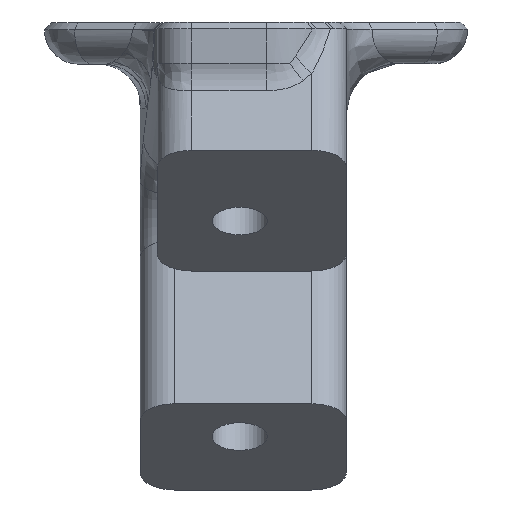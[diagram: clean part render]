
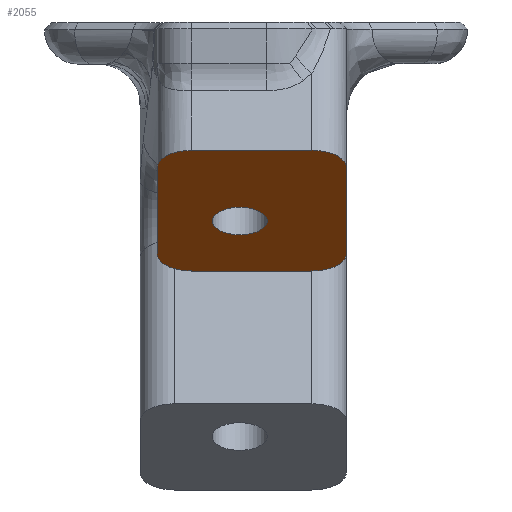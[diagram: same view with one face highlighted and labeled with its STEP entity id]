
A CAD part, top view. The second image highlights one B-rep face of the part: STEP entity #2055.
In plain terms, the highlighted planar face has unit normal (0, -0.866, 0.5).
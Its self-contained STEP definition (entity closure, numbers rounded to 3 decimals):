
#31=FACE_BOUND('',#439,.T.);
#206=PLANE('',#2267);
#305=FACE_OUTER_BOUND('',#438,.T.);
#438=EDGE_LOOP('',(#1772,#1773,#1774,#1775,#1776,#1777,#1778,#1779));
#439=EDGE_LOOP('',(#1780));
#505=CIRCLE('',#2164,2.);
#539=CIRCLE('',#2245,2.);
#552=CIRCLE('',#2268,2.);
#553=CIRCLE('',#2269,2.);
#554=CIRCLE('',#2270,1.6);
#643=LINE('',#3312,#773);
#653=LINE('',#3372,#783);
#694=LINE('',#4203,#824);
#695=LINE('',#4205,#825);
#773=VECTOR('',#2502,10.);
#783=VECTOR('',#2532,10.);
#824=VECTOR('',#2767,10.);
#825=VECTOR('',#2770,10.);
#914=VERTEX_POINT('',#3309);
#915=VERTEX_POINT('',#3311);
#919=VERTEX_POINT('',#3324);
#926=VERTEX_POINT('',#3369);
#927=VERTEX_POINT('',#3371);
#991=VERTEX_POINT('',#4149);
#1005=VERTEX_POINT('',#4200);
#1006=VERTEX_POINT('',#4202);
#1007=VERTEX_POINT('',#4206);
#1134=EDGE_CURVE('',#915,#914,#643,.T.);
#1140=EDGE_CURVE('',#914,#919,#505,.T.);
#1152=EDGE_CURVE('',#926,#927,#653,.T.);
#1255=EDGE_CURVE('',#991,#927,#539,.T.);
#1282=EDGE_CURVE('',#926,#1005,#552,.T.);
#1283=EDGE_CURVE('',#1006,#1005,#694,.T.);
#1284=EDGE_CURVE('',#1006,#915,#553,.T.);
#1285=EDGE_CURVE('',#919,#991,#695,.T.);
#1286=EDGE_CURVE('',#1007,#1007,#554,.T.);
#1772=ORIENTED_EDGE('',*,*,#1255,.T.);
#1773=ORIENTED_EDGE('',*,*,#1152,.F.);
#1774=ORIENTED_EDGE('',*,*,#1282,.T.);
#1775=ORIENTED_EDGE('',*,*,#1283,.F.);
#1776=ORIENTED_EDGE('',*,*,#1284,.T.);
#1777=ORIENTED_EDGE('',*,*,#1134,.T.);
#1778=ORIENTED_EDGE('',*,*,#1140,.T.);
#1779=ORIENTED_EDGE('',*,*,#1285,.T.);
#1780=ORIENTED_EDGE('',*,*,#1286,.T.);
#2055=ADVANCED_FACE('',(#305,#31),#206,.T.);
#2164=AXIS2_PLACEMENT_3D('',#3326,#2510,#2511);
#2245=AXIS2_PLACEMENT_3D('',#4150,#2705,#2706);
#2267=AXIS2_PLACEMENT_3D('',#4199,#2763,#2764);
#2268=AXIS2_PLACEMENT_3D('',#4201,#2765,#2766);
#2269=AXIS2_PLACEMENT_3D('',#4204,#2768,#2769);
#2270=AXIS2_PLACEMENT_3D('',#4207,#2771,#2772);
#2502=DIRECTION('',(0.,0.5,0.866));
#2510=DIRECTION('center_axis',(0.,-0.866,
0.5));
#2511=DIRECTION('ref_axis',(1.,0.,0.));
#2532=DIRECTION('',(0.,0.5,0.866));
#2705=DIRECTION('center_axis',(0.,-0.866,
0.5));
#2706=DIRECTION('ref_axis',(-0.707,0.354,0.612));
#2763=DIRECTION('center_axis',(0.,-0.866,
0.5));
#2764=DIRECTION('ref_axis',(1.,0.,0.));
#2765=DIRECTION('center_axis',(0.,-0.866,
0.5));
#2766=DIRECTION('ref_axis',(-0.707,-0.354,-0.612));
#2767=DIRECTION('',(-1.,0.,0.));
#2768=DIRECTION('center_axis',(0.,-0.866,
0.5));
#2769=DIRECTION('ref_axis',(0.707,-0.354,-0.612));
#2770=DIRECTION('',(-1.,0.,0.));
#2771=DIRECTION('center_axis',(0.,0.866,
-0.5));
#2772=DIRECTION('ref_axis',(1.,0.,0.));
#3309=CARTESIAN_POINT('',(201.118,-128.979,39.457));
#3311=CARTESIAN_POINT('',(201.118,-133.979,30.797));
#3312=CARTESIAN_POINT('',(201.118,-146.679,8.8));
#3324=CARTESIAN_POINT('',(199.118,-127.979,41.189));
#3326=CARTESIAN_POINT('Origin',(199.118,-128.979,39.457));
#3369=CARTESIAN_POINT('',(190.118,-133.979,30.797));
#3371=CARTESIAN_POINT('',(190.118,-128.979,39.457));
#3372=CARTESIAN_POINT('',(190.118,-134.979,29.065));
#4149=CARTESIAN_POINT('',(192.118,-127.979,41.189));
#4150=CARTESIAN_POINT('Origin',(192.118,-128.979,39.457));
#4199=CARTESIAN_POINT('Origin',(195.618,-131.479,35.127));
#4200=CARTESIAN_POINT('',(192.118,-134.979,29.065));
#4201=CARTESIAN_POINT('Origin',(192.118,-133.979,30.797));
#4202=CARTESIAN_POINT('',(199.118,-134.979,29.065));
#4203=CARTESIAN_POINT('',(201.118,-134.979,29.065));
#4204=CARTESIAN_POINT('Origin',(199.118,-133.979,30.797));
#4205=CARTESIAN_POINT('',(199.118,-127.979,41.189));
#4206=CARTESIAN_POINT('',(193.318,-132.079,34.087));
#4207=CARTESIAN_POINT('Origin',(194.918,-132.079,34.087));
